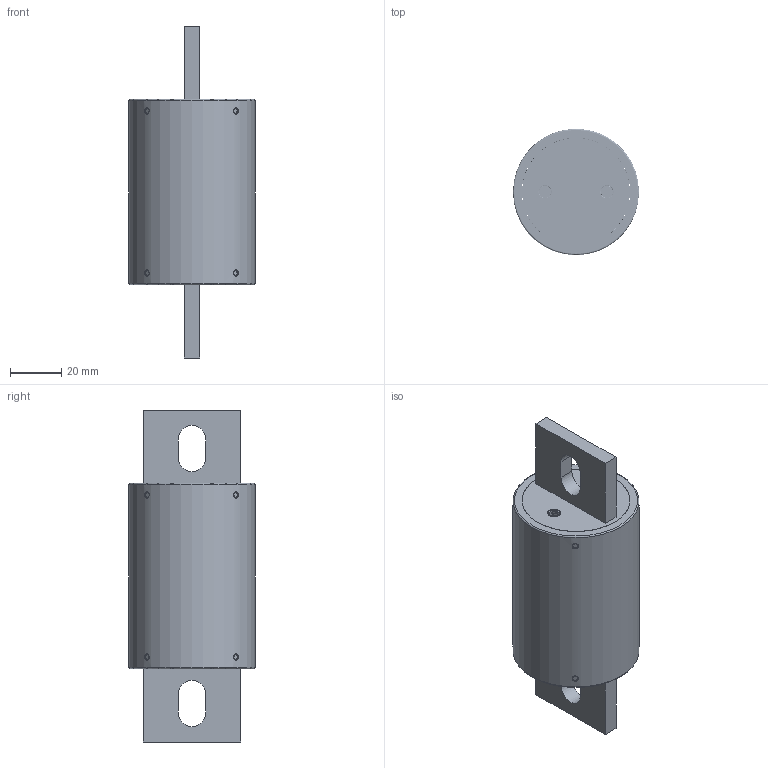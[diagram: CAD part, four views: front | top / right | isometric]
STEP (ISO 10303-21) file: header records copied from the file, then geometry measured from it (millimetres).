
FILE_DESCRIPTION(/* description */ (''),/* implementation_level */ '2;1');
FILE_NAME(/* name */ 'RS51MG-600.stp',/* time_stamp */ '2023-04-26T09:20:23+08:00',/* author */ (''),/* organization */ (''),/* preprocessor_version */ 'ST-DEVELOPER v16',/* originating_system */ 'SIEMENS PLM Software NX 10.0',/* authorisation */ '');
FILE_SCHEMA (('CONFIG_CONTROL_DESIGN'));
Products named in the file (1): RS51MG-600
Bounding box: 49 x 49 x 129 mm (x, y, z)
Volume: 71662.2 mm3; surface area: 41143.1 mm2
Topology: 17 solids, 17 shells, 2140 faces, 6428 edges, 4336 vertices
Faces by surface type: plane 1864, cylinder 230, cone 16, bspline 16, torus 14
Full cylindrical faces by diameter (mm): 1.5 x154, 2.5 x16, 41.95 x2, 42.1 x1, 49 x1
Entity records: 93532 total; most frequent: CARTESIAN_POINT 35513, ORIENTED_EDGE 12084, DIRECTION 11826, EDGE_CURVE 6042, LINE 4332, VECTOR 4332, VERTEX_POINT 4154, AXIS2_PLACEMENT_3D 3747
